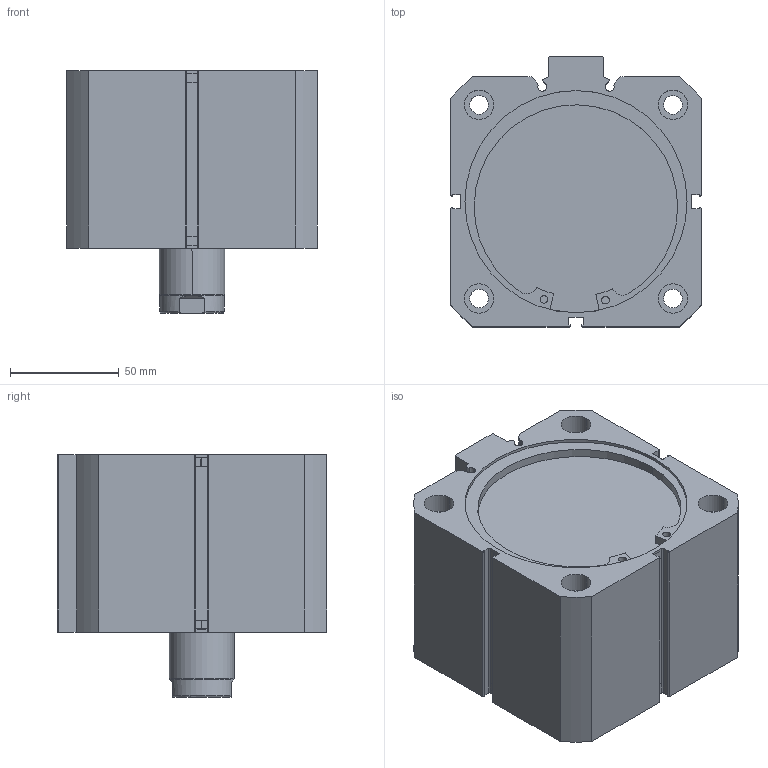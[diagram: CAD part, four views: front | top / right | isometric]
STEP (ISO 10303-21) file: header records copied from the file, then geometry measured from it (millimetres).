
FILE_DESCRIPTION (( 'STEP AP214' ), '1' );
FILE_NAME ('KSE-100-20-CYLINDER.STEP', '2013-07-24T09:14:08', ( '' ), ( '' ), 'SwSTEP 2.0', 'SolidWorks 2010', '' );
FILE_SCHEMA (( 'AUTOMOTIVE_DESIGN' ));
Length unit declared in the file: millimetre
Products named in the file (6): KSE 100   BORU_MANYETÝKLÝ BORU; KSE 100  ARKA  KAPAK_MANYETﾝKLﾝ ﾝﾇﾝN; KSE 100  ﾖN  KAPAK_MANYETﾝKLﾝ ﾝﾇﾝN; KSE  100  M尳; Circlip for Bores normal_din1_Circlip DIN 472 - 102 x 4; KSE-100-20-CYLINDER
Assembly tree (6 placements, depth 2):
  KSE-100-20-CYLINDER
    Circlip for Bores normal_din1_Circlip DIN 472 - 102 x 4  x2
    KSE 100  ARKA  KAPAK_MANYETﾝKLﾝ ﾝﾇﾝN
    KSE 100  ﾖN  KAPAK_MANYETﾝKLﾝ ﾝﾇﾝN
    KSE 100   BORU_MANYETÝKLÝ BORU
    KSE  100  M尳
Bounding box: 115 x 124 x 111.5 mm (x, y, z)
Volume: 827678.1 mm3; surface area: 173805.1 mm2
Topology: 6 solids, 6 shells, 233 faces, 585 edges, 383 vertices
Faces by surface type: cylinder 133, plane 84, cone 14, torus 2
Entity records: 6834 total; most frequent: CARTESIAN_POINT 1248, DIRECTION 1172, ORIENTED_EDGE 1028, EDGE_CURVE 514, AXIS2_PLACEMENT_3D 453, VERTEX_POINT 337, LINE 266, VECTOR 266
